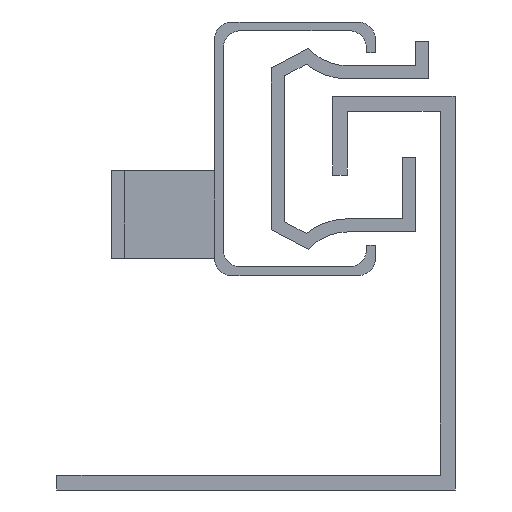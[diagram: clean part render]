
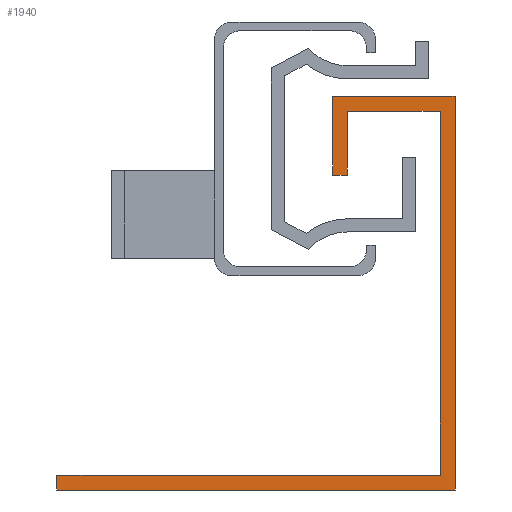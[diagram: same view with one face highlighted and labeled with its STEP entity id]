
A CAD part, left-side view. The second image highlights one B-rep face of the part: STEP entity #1940.
In plain terms, the highlighted planar face has unit normal (-1, 0, 0).
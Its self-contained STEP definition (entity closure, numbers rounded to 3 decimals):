
#31 = CARTESIAN_POINT ( 'NONE',  ( 0., 45.5, 1.7 ) ) ;
#52 = CARTESIAN_POINT ( 'NONE',  ( 0., 12.3, 36. ) ) ;
#102 = VECTOR ( 'NONE', #4326, 1000. ) ;
#137 = CARTESIAN_POINT ( 'NONE',  ( 0., 1.7, 43.3 ) ) ;
#218 = VERTEX_POINT ( 'NONE', #4560 ) ;
#237 = AXIS2_PLACEMENT_3D ( 'NONE', #1412, #7418, #1594 ) ;
#242 = VECTOR ( 'NONE', #3164, 1000. ) ;
#270 = LINE ( 'NONE', #3065, #102 ) ;
#532 = LINE ( 'NONE', #3581, #6602 ) ;
#553 = ORIENTED_EDGE ( 'NONE', *, *, #6307, .F. ) ;
#579 = DIRECTION ( 'NONE',  ( 0., 1., 0. ) ) ;
#595 = VECTOR ( 'NONE', #1291, 1000. ) ;
#683 = LINE ( 'NONE', #1847, #7083 ) ;
#751 = EDGE_CURVE ( 'NONE', #3835, #6930, #1992, .T. ) ;
#786 = EDGE_CURVE ( 'NONE', #4172, #1272, #6836, .T. ) ;
#901 = LINE ( 'NONE', #5514, #1083 ) ;
#909 = VERTEX_POINT ( 'NONE', #1163 ) ;
#945 = ORIENTED_EDGE ( 'NONE', *, *, #3479, .F. ) ;
#1027 = VERTEX_POINT ( 'NONE', #1359 ) ;
#1083 = VECTOR ( 'NONE', #6853, 1000. ) ;
#1163 = CARTESIAN_POINT ( 'NONE',  ( 0., 12.3, 43.3 ) ) ;
#1272 = VERTEX_POINT ( 'NONE', #2316 ) ;
#1280 = CARTESIAN_POINT ( 'NONE',  ( 0., 12.3, 36. ) ) ;
#1291 = DIRECTION ( 'NONE',  ( 0., 1., 0. ) ) ;
#1359 = CARTESIAN_POINT ( 'NONE',  ( 0., 0., 0. ) ) ;
#1363 = CARTESIAN_POINT ( 'NONE',  ( 0., 0., 45. ) ) ;
#1378 = ORIENTED_EDGE ( 'NONE', *, *, #751, .F. ) ;
#1412 = CARTESIAN_POINT ( 'NONE',  ( 0., 0., 0. ) ) ;
#1547 = ORIENTED_EDGE ( 'NONE', *, *, #6214, .F. ) ;
#1594 = DIRECTION ( 'NONE',  ( 0., 0., -1. ) ) ;
#1847 = CARTESIAN_POINT ( 'NONE',  ( 0., 12.3, 43.3 ) ) ;
#1940 = ADVANCED_FACE ( 'NONE', ( #6636 ), #2143, .F. ) ;
#1992 = LINE ( 'NONE', #6095, #6382 ) ;
#2019 = VECTOR ( 'NONE', #5117, 1000. ) ;
#2143 = PLANE ( 'NONE',  #237 ) ;
#2316 = CARTESIAN_POINT ( 'NONE',  ( 0., 1.7, 1.7 ) ) ;
#2411 = DIRECTION ( 'NONE',  ( 0., 0., -1. ) ) ;
#2569 = DIRECTION ( 'NONE',  ( 0., 0., -1. ) ) ;
#2735 = CARTESIAN_POINT ( 'NONE',  ( 0., 45.5, 1.7 ) ) ;
#2940 = DIRECTION ( 'NONE',  ( 0., 0., 1. ) ) ;
#2953 = LINE ( 'NONE', #52, #7395 ) ;
#3041 = LINE ( 'NONE', #137, #242 ) ;
#3065 = CARTESIAN_POINT ( 'NONE',  ( 0., 1.7, 1.7 ) ) ;
#3077 = EDGE_CURVE ( 'NONE', #6742, #218, #2953, .T. ) ;
#3164 = DIRECTION ( 'NONE',  ( 0., 1., 0. ) ) ;
#3391 = EDGE_CURVE ( 'NONE', #6930, #1027, #7079, .T. ) ;
#3479 = EDGE_CURVE ( 'NONE', #1272, #6472, #270, .T. ) ;
#3578 = ORIENTED_EDGE ( 'NONE', *, *, #3677, .F. ) ;
#3581 = CARTESIAN_POINT ( 'NONE',  ( 0., 14., 36. ) ) ;
#3622 = CARTESIAN_POINT ( 'NONE',  ( 0., 14., 45. ) ) ;
#3653 = EDGE_LOOP ( 'NONE', ( #1378, #3578, #5303, #5061, #4300, #945, #3691, #1547, #553, #3916 ) ) ;
#3677 = EDGE_CURVE ( 'NONE', #218, #3835, #532, .T. ) ;
#3691 = ORIENTED_EDGE ( 'NONE', *, *, #786, .F. ) ;
#3705 = CARTESIAN_POINT ( 'NONE',  ( 0., 0., 45. ) ) ;
#3750 = EDGE_CURVE ( 'NONE', #909, #6742, #683, .T. ) ;
#3835 = VERTEX_POINT ( 'NONE', #3622 ) ;
#3916 = ORIENTED_EDGE ( 'NONE', *, *, #3391, .F. ) ;
#4172 = VERTEX_POINT ( 'NONE', #31 ) ;
#4203 = LINE ( 'NONE', #7073, #595 ) ;
#4246 = DIRECTION ( 'NONE',  ( 0., -1., 0. ) ) ;
#4300 = ORIENTED_EDGE ( 'NONE', *, *, #7293, .F. ) ;
#4326 = DIRECTION ( 'NONE',  ( 0., 0., 1. ) ) ;
#4560 = CARTESIAN_POINT ( 'NONE',  ( 0., 14., 36. ) ) ;
#4941 = VERTEX_POINT ( 'NONE', #5268 ) ;
#5061 = ORIENTED_EDGE ( 'NONE', *, *, #3750, .F. ) ;
#5117 = DIRECTION ( 'NONE',  ( 0., -1., 0. ) ) ;
#5268 = CARTESIAN_POINT ( 'NONE',  ( 0., 45.5, 0. ) ) ;
#5303 = ORIENTED_EDGE ( 'NONE', *, *, #3077, .F. ) ;
#5461 = CARTESIAN_POINT ( 'NONE',  ( 0., 1.7, 43.3 ) ) ;
#5514 = CARTESIAN_POINT ( 'NONE',  ( 0., 45.5, 0. ) ) ;
#6095 = CARTESIAN_POINT ( 'NONE',  ( 0., 14., 45. ) ) ;
#6214 = EDGE_CURVE ( 'NONE', #4941, #4172, #901, .T. ) ;
#6307 = EDGE_CURVE ( 'NONE', #1027, #4941, #4203, .T. ) ;
#6382 = VECTOR ( 'NONE', #4246, 1000. ) ;
#6472 = VERTEX_POINT ( 'NONE', #5461 ) ;
#6602 = VECTOR ( 'NONE', #2940, 1000. ) ;
#6636 = FACE_OUTER_BOUND ( 'NONE', #3653, .T. ) ;
#6742 = VERTEX_POINT ( 'NONE', #1280 ) ;
#6836 = LINE ( 'NONE', #2735, #2019 ) ;
#6853 = DIRECTION ( 'NONE',  ( 0., 0., 1. ) ) ;
#6901 = VECTOR ( 'NONE', #2569, 1000. ) ;
#6930 = VERTEX_POINT ( 'NONE', #1363 ) ;
#7073 = CARTESIAN_POINT ( 'NONE',  ( 0., 0., 0. ) ) ;
#7079 = LINE ( 'NONE', #3705, #6901 ) ;
#7083 = VECTOR ( 'NONE', #2411, 1000. ) ;
#7293 = EDGE_CURVE ( 'NONE', #6472, #909, #3041, .T. ) ;
#7395 = VECTOR ( 'NONE', #579, 1000. ) ;
#7418 = DIRECTION ( 'NONE',  ( 1., 0., 0. ) ) ;
